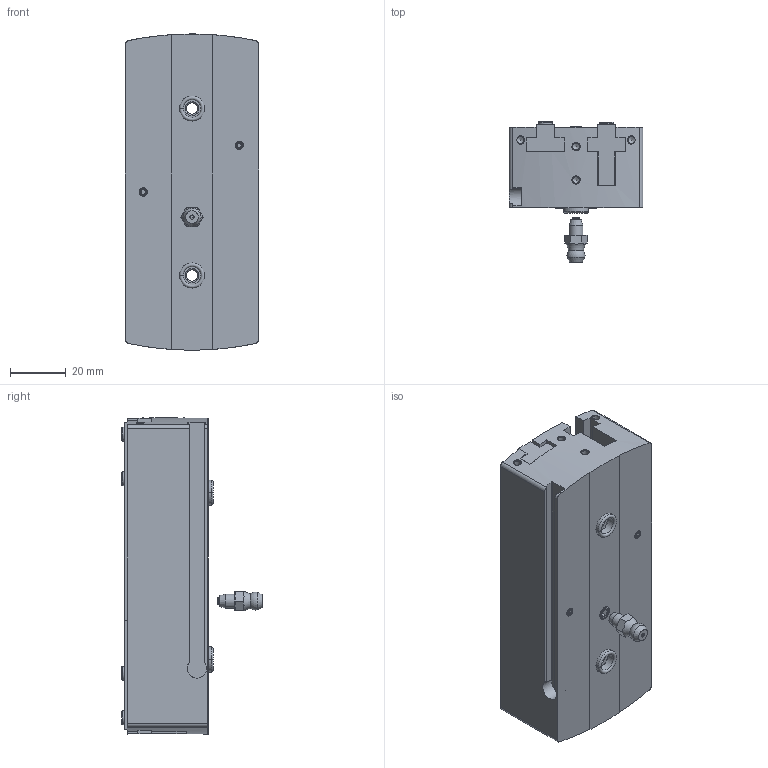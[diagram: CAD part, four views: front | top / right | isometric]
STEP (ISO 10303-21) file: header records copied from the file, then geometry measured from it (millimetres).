
FILE_DESCRIPTION(/* description */ ('STEP AP214'),/* implementation_level */ '2;1');
FILE_NAME(/* name */ '3361480_HGPL-14-40-A-B',/* time_stamp */ '2024-08-27T13:08:37+02:00',/* author */ ('License CC BY-ND 4.0'),/* organization */ ('CADENAS'),/* preprocessor_version */ 'ST-DEVELOPER v19.3',/* originating_system */ 'PARTsolutions',/* authorisation */ ' ');
FILE_SCHEMA (('AUTOMOTIVE_DESIGN {1 0 10303 214 3 1 1}'));
Length unit declared in the file: millimetre
Products named in the file (8): 3361480 HGPL-14-40-A-B---(0); 3361863 HGPL-14-40-A-B---(GEH); 3385160 HGPL-BAC-14-40---(J); 8146543 ZBH-5-B; DIN-913 - M3x3; DIN-913 - M5x5; DIN-71412 A M5x0.8/SW7(F); 8137184 ZBH-9-B
Assembly tree (14 placements, depth 2):
  3361480 HGPL-14-40-A-B---(0)
    3361863 HGPL-14-40-A-B---(GEH)
    3385160 HGPL-BAC-14-40---(J)  x2
    8146543 ZBH-5-B  x4
    DIN-913 - M3x3  x2
    DIN-913 - M5x5  x2
    DIN-71412 A M5x0.8/SW7(F)
    8137184 ZBH-9-B  x2
Bounding box: 48 x 50.47 x 113.57 mm (x, y, z)
Volume: 120006.5 mm3; surface area: 51169.9 mm2
Topology: 14 solids, 14 shells, 354 faces, 796 edges, 501 vertices
Faces by surface type: plane 164, cylinder 93, cone 79, torus 16, sphere 2
Full cylindrical faces by diameter (mm): 1.25 x1, 1.5 x1, 2 x2, 2.459 x12, 2.5 x1, 3 x3, 4.134 x5, 4.2 x2, 5 x13, 7.4 x2, 9 x2, 12 x1, 15 x4
Entity records: 7318 total; most frequent: CARTESIAN_POINT 1547, DIRECTION 1157, ORIENTED_EDGE 1018, EDGE_CURVE 509, AXIS2_PLACEMENT_3D 471, FACE_BOUND 381, VERTEX_POINT 374, EDGE_LOOP 371
